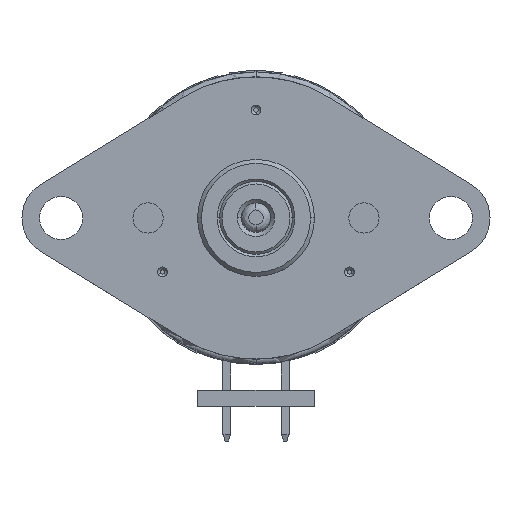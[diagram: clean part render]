
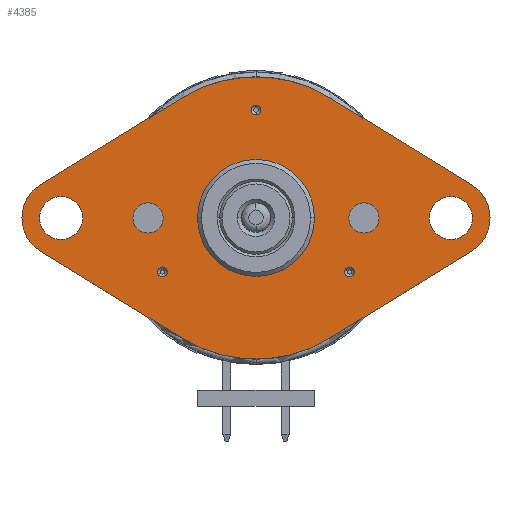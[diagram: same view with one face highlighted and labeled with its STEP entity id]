
A CAD part, top view. The second image highlights one B-rep face of the part: STEP entity #4385.
In plain terms, the highlighted planar face has unit normal (0, 0, 1).
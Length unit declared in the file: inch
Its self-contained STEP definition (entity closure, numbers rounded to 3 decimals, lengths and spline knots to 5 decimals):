
#1257=CARTESIAN_POINT('',(0.3935,0.,0.2995));
#1258=DIRECTION('',(0.,0.,1.));
#1259=DIRECTION('',(0.524,-0.852,0.));
#1260=AXIS2_PLACEMENT_3D('',#1257,#1258,#1259);
#1262=DIRECTION('',(0.852,0.524,0.));
#1263=VECTOR('',#1262,0.33527);
#1264=CARTESIAN_POINT('',(0.1492,-0.24283,0.2995));
#1265=LINE('',#1264,#1263);
#1266=CARTESIAN_POINT('',(0.,0.,0.2995));
#1267=DIRECTION('',(0.,0.,1.));
#1268=DIRECTION('',(-0.524,-0.852,0.));
#1269=AXIS2_PLACEMENT_3D('',#1266,#1267,#1268);
#1271=DIRECTION('',(0.852,-0.524,0.));
#1272=VECTOR('',#1271,0.33527);
#1273=CARTESIAN_POINT('',(-0.43486,-0.06731,0.2995));
#1274=LINE('',#1273,#1272);
#1275=CARTESIAN_POINT('',(-0.3935,0.,0.2995));
#1276=DIRECTION('',(0.,0.,1.));
#1277=DIRECTION('',(-0.524,0.852,0.));
#1278=AXIS2_PLACEMENT_3D('',#1275,#1276,#1277);
#1280=DIRECTION('',(-0.852,-0.524,0.));
#1281=VECTOR('',#1280,0.33527);
#1282=CARTESIAN_POINT('',(-0.1492,0.24283,0.2995));
#1283=LINE('',#1282,#1281);
#1284=CARTESIAN_POINT('',(0.,0.,0.2995));
#1285=DIRECTION('',(0.,0.,1.));
#1286=DIRECTION('',(0.524,0.852,0.));
#1287=AXIS2_PLACEMENT_3D('',#1284,#1285,#1286);
#1289=DIRECTION('',(-0.852,0.524,0.));
#1290=VECTOR('',#1289,0.33527);
#1291=CARTESIAN_POINT('',(0.43486,0.06731,0.2995));
#1292=LINE('',#1291,#1290);
#1293=CARTESIAN_POINT('',(0.18879,-0.109,0.2995));
#1294=DIRECTION('',(0.,0.,-1.));
#1295=DIRECTION('',(-0.866,0.5,0.));
#1296=AXIS2_PLACEMENT_3D('',#1293,#1294,#1295);
#1298=CARTESIAN_POINT('',(0.18879,-0.109,0.2995));
#1299=DIRECTION('',(0.,0.,-1.));
#1300=DIRECTION('',(0.866,-0.5,0.));
#1301=AXIS2_PLACEMENT_3D('',#1298,#1299,#1300);
#1303=CARTESIAN_POINT('',(0.,0.218,0.2995));
#1304=DIRECTION('',(0.,0.,-1.));
#1305=DIRECTION('',(0.,-1.,0.));
#1306=AXIS2_PLACEMENT_3D('',#1303,#1304,#1305);
#1308=CARTESIAN_POINT('',(0.,0.218,0.2995));
#1309=DIRECTION('',(0.,0.,-1.));
#1310=DIRECTION('',(0.,1.,0.));
#1311=AXIS2_PLACEMENT_3D('',#1308,#1309,#1310);
#1313=CARTESIAN_POINT('',(0.3935,0.,0.2995));
#1314=DIRECTION('',(0.,0.,-1.));
#1315=DIRECTION('',(-1.,0.,0.));
#1316=AXIS2_PLACEMENT_3D('',#1313,#1314,#1315);
#1318=CARTESIAN_POINT('',(0.3935,0.,0.2995));
#1319=DIRECTION('',(0.,0.,-1.));
#1320=DIRECTION('',(1.,0.,0.));
#1321=AXIS2_PLACEMENT_3D('',#1318,#1319,#1320);
#1323=CARTESIAN_POINT('',(-0.3935,0.,0.2995));
#1324=DIRECTION('',(0.,0.,-1.));
#1325=DIRECTION('',(-1.,0.,0.));
#1326=AXIS2_PLACEMENT_3D('',#1323,#1324,#1325);
#1328=CARTESIAN_POINT('',(-0.3935,0.,0.2995));
#1329=DIRECTION('',(0.,0.,-1.));
#1330=DIRECTION('',(1.,0.,0.));
#1331=AXIS2_PLACEMENT_3D('',#1328,#1329,#1330);
#1333=CARTESIAN_POINT('',(0.218,0.,0.2995));
#1334=DIRECTION('',(0.,0.,-1.));
#1335=DIRECTION('',(-1.,0.,0.));
#1336=AXIS2_PLACEMENT_3D('',#1333,#1334,#1335);
#1338=CARTESIAN_POINT('',(0.218,0.,0.2995));
#1339=DIRECTION('',(0.,0.,-1.));
#1340=DIRECTION('',(1.,0.,0.));
#1341=AXIS2_PLACEMENT_3D('',#1338,#1339,#1340);
#1343=CARTESIAN_POINT('',(-0.218,0.,0.2995));
#1344=DIRECTION('',(0.,0.,-1.));
#1345=DIRECTION('',(-1.,0.,0.));
#1346=AXIS2_PLACEMENT_3D('',#1343,#1344,#1345);
#1348=CARTESIAN_POINT('',(-0.218,0.,0.2995));
#1349=DIRECTION('',(0.,0.,-1.));
#1350=DIRECTION('',(1.,0.,0.));
#1351=AXIS2_PLACEMENT_3D('',#1348,#1349,#1350);
#1353=CARTESIAN_POINT('',(-0.18879,-0.109,0.2995));
#1354=DIRECTION('',(0.,0.,-1.));
#1355=DIRECTION('',(0.866,0.5,0.));
#1356=AXIS2_PLACEMENT_3D('',#1353,#1354,#1355);
#1358=CARTESIAN_POINT('',(-0.18879,-0.109,0.2995));
#1359=DIRECTION('',(0.,0.,-1.));
#1360=DIRECTION('',(-0.866,-0.5,0.));
#1361=AXIS2_PLACEMENT_3D('',#1358,#1359,#1360);
#1483=CARTESIAN_POINT('',(0.,0.,0.2995));
#1484=DIRECTION('',(0.,0.,1.));
#1485=DIRECTION('',(1.,0.,0.));
#1486=AXIS2_PLACEMENT_3D('',#1483,#1484,#1485);
#1493=CARTESIAN_POINT('',(0.,0.,0.2995));
#1494=DIRECTION('',(0.,0.,1.));
#1495=DIRECTION('',(-1.,0.,0.));
#1496=AXIS2_PLACEMENT_3D('',#1493,#1494,#1495);
#2272=CARTESIAN_POINT('',(0.437,0.,0.2995));
#2273=VERTEX_POINT('',#2272);
#2274=CARTESIAN_POINT('',(0.35,0.,0.2995));
#2275=VERTEX_POINT('',#2274);
#2276=CARTESIAN_POINT('',(0.43486,-0.06731,0.2995));
#2277=CARTESIAN_POINT('',(0.43486,0.06731,0.2995));
#2278=VERTEX_POINT('',#2276);
#2279=VERTEX_POINT('',#2277);
#2280=CARTESIAN_POINT('',(0.1492,-0.24283,0.2995));
#2281=VERTEX_POINT('',#2280);
#2282=CARTESIAN_POINT('',(-0.1492,-0.24283,0.2995));
#2283=VERTEX_POINT('',#2282);
#2284=CARTESIAN_POINT('',(-0.43486,-0.06731,0.2995));
#2285=VERTEX_POINT('',#2284);
#2286=CARTESIAN_POINT('',(-0.43486,0.06731,0.2995));
#2287=VERTEX_POINT('',#2286);
#2288=CARTESIAN_POINT('',(-0.1492,0.24283,0.2995));
#2289=VERTEX_POINT('',#2288);
#2290=CARTESIAN_POINT('',(0.1492,0.24283,0.2995));
#2291=VERTEX_POINT('',#2290);
#2292=CARTESIAN_POINT('',(0.18013,-0.104,0.2995));
#2293=CARTESIAN_POINT('',(0.19745,-0.114,0.2995));
#2294=VERTEX_POINT('',#2292);
#2295=VERTEX_POINT('',#2293);
#2296=CARTESIAN_POINT('',(0.,0.208,0.2995));
#2297=CARTESIAN_POINT('',(0.,0.228,0.2995));
#2298=VERTEX_POINT('',#2296);
#2299=VERTEX_POINT('',#2297);
#2300=CARTESIAN_POINT('',(-0.437,0.,0.2995));
#2301=CARTESIAN_POINT('',(-0.35,0.,0.2995));
#2302=VERTEX_POINT('',#2300);
#2303=VERTEX_POINT('',#2301);
#2304=CARTESIAN_POINT('',(0.1875,0.,0.2995));
#2305=CARTESIAN_POINT('',(0.2485,0.,0.2995));
#2306=VERTEX_POINT('',#2304);
#2307=VERTEX_POINT('',#2305);
#2308=CARTESIAN_POINT('',(-0.2485,0.,0.2995));
#2309=CARTESIAN_POINT('',(-0.1875,0.,0.2995));
#2310=VERTEX_POINT('',#2308);
#2311=VERTEX_POINT('',#2309);
#2312=CARTESIAN_POINT('',(-0.18013,-0.104,0.2995));
#2313=CARTESIAN_POINT('',(-0.19745,-0.114,0.2995));
#2314=VERTEX_POINT('',#2312);
#2315=VERTEX_POINT('',#2313);
#2476=CARTESIAN_POINT('',(0.11,0.,0.2995));
#2477=CARTESIAN_POINT('',(-0.11,0.,0.2995));
#2478=VERTEX_POINT('',#2476);
#2479=VERTEX_POINT('',#2477);
#4319=CARTESIAN_POINT('',(0.,0.,0.2995));
#4320=DIRECTION('',(0.,0.,1.));
#4321=DIRECTION('',(-1.,0.,0.));
#4322=AXIS2_PLACEMENT_3D('',#4319,#4320,#4321);
#4323=PLANE('',#4322);
#4325=ORIENTED_EDGE('',*,*,#4324,.F.);
#4327=ORIENTED_EDGE('',*,*,#4326,.F.);
#4328=ORIENTED_EDGE('',*,*,#4195,.F.);
#4330=ORIENTED_EDGE('',*,*,#4329,.F.);
#4332=ORIENTED_EDGE('',*,*,#4331,.F.);
#4334=ORIENTED_EDGE('',*,*,#4333,.F.);
#4335=ORIENTED_EDGE('',*,*,#4228,.F.);
#4336=ORIENTED_EDGE('',*,*,#4244,.F.);
#4337=EDGE_LOOP('',(#4325,#4327,#4328,#4330,#4332,#4334,#4335,#4336));
#4338=FACE_OUTER_BOUND('',#4337,.F.);
#4340=ORIENTED_EDGE('',*,*,#4339,.F.);
#4342=ORIENTED_EDGE('',*,*,#4341,.F.);
#4343=EDGE_LOOP('',(#4340,#4342));
#4344=FACE_BOUND('',#4343,.F.);
#4346=ORIENTED_EDGE('',*,*,#4345,.F.);
#4348=ORIENTED_EDGE('',*,*,#4347,.F.);
#4349=EDGE_LOOP('',(#4346,#4348));
#4350=FACE_BOUND('',#4349,.F.);
#4351=ORIENTED_EDGE('',*,*,#4299,.F.);
#4352=ORIENTED_EDGE('',*,*,#4313,.F.);
#4353=EDGE_LOOP('',(#4351,#4352));
#4354=FACE_BOUND('',#4353,.F.);
#4356=ORIENTED_EDGE('',*,*,#4355,.F.);
#4358=ORIENTED_EDGE('',*,*,#4357,.F.);
#4359=EDGE_LOOP('',(#4356,#4358));
#4360=FACE_BOUND('',#4359,.F.);
#4362=ORIENTED_EDGE('',*,*,#4361,.F.);
#4364=ORIENTED_EDGE('',*,*,#4363,.F.);
#4365=EDGE_LOOP('',(#4362,#4364));
#4366=FACE_BOUND('',#4365,.F.);
#4368=ORIENTED_EDGE('',*,*,#4367,.F.);
#4370=ORIENTED_EDGE('',*,*,#4369,.F.);
#4371=EDGE_LOOP('',(#4368,#4370));
#4372=FACE_BOUND('',#4371,.F.);
#4374=ORIENTED_EDGE('',*,*,#4373,.F.);
#4376=ORIENTED_EDGE('',*,*,#4375,.F.);
#4377=EDGE_LOOP('',(#4374,#4376));
#4378=FACE_BOUND('',#4377,.F.);
#4380=ORIENTED_EDGE('',*,*,#4379,.T.);
#4382=ORIENTED_EDGE('',*,*,#4381,.T.);
#4383=EDGE_LOOP('',(#4380,#4382));
#4384=FACE_BOUND('',#4383,.F.);
#4385=ADVANCED_FACE('',(#4338,#4344,#4350,#4354,#4360,#4366,#4372,#4378,#4384),
#4323,.T.);
#1261=CIRCLE('',#1260,0.079);
#1270=CIRCLE('',#1269,0.285);
#1279=CIRCLE('',#1278,0.079);
#1288=CIRCLE('',#1287,0.285);
#1297=CIRCLE('',#1296,0.01);
#1302=CIRCLE('',#1301,0.01);
#1307=CIRCLE('',#1306,0.01);
#1312=CIRCLE('',#1311,0.01);
#1317=CIRCLE('',#1316,0.0435);
#1322=CIRCLE('',#1321,0.0435);
#1327=CIRCLE('',#1326,0.0435);
#1332=CIRCLE('',#1331,0.0435);
#1337=CIRCLE('',#1336,0.0305);
#1342=CIRCLE('',#1341,0.0305);
#1347=CIRCLE('',#1346,0.0305);
#1352=CIRCLE('',#1351,0.0305);
#1357=CIRCLE('',#1356,0.01);
#1362=CIRCLE('',#1361,0.01);
#1487=CIRCLE('',#1486,0.11);
#1497=CIRCLE('',#1496,0.11);
#4195=EDGE_CURVE('',#2283,#2281,#1270,.T.);
#4228=EDGE_CURVE('',#2291,#2289,#1288,.T.);
#4244=EDGE_CURVE('',#2279,#2291,#1292,.T.);
#4299=EDGE_CURVE('',#2275,#2273,#1317,.T.);
#4313=EDGE_CURVE('',#2273,#2275,#1322,.T.);
#4324=EDGE_CURVE('',#2278,#2279,#1261,.T.);
#4326=EDGE_CURVE('',#2281,#2278,#1265,.T.);
#4329=EDGE_CURVE('',#2285,#2283,#1274,.T.);
#4331=EDGE_CURVE('',#2287,#2285,#1279,.T.);
#4333=EDGE_CURVE('',#2289,#2287,#1283,.T.);
#4339=EDGE_CURVE('',#2294,#2295,#1297,.T.);
#4341=EDGE_CURVE('',#2295,#2294,#1302,.T.);
#4345=EDGE_CURVE('',#2298,#2299,#1307,.T.);
#4347=EDGE_CURVE('',#2299,#2298,#1312,.T.);
#4355=EDGE_CURVE('',#2302,#2303,#1327,.T.);
#4357=EDGE_CURVE('',#2303,#2302,#1332,.T.);
#4361=EDGE_CURVE('',#2306,#2307,#1337,.T.);
#4363=EDGE_CURVE('',#2307,#2306,#1342,.T.);
#4367=EDGE_CURVE('',#2310,#2311,#1347,.T.);
#4369=EDGE_CURVE('',#2311,#2310,#1352,.T.);
#4373=EDGE_CURVE('',#2314,#2315,#1357,.T.);
#4375=EDGE_CURVE('',#2315,#2314,#1362,.T.);
#4379=EDGE_CURVE('',#2478,#2479,#1487,.T.);
#4381=EDGE_CURVE('',#2479,#2478,#1497,.T.);
